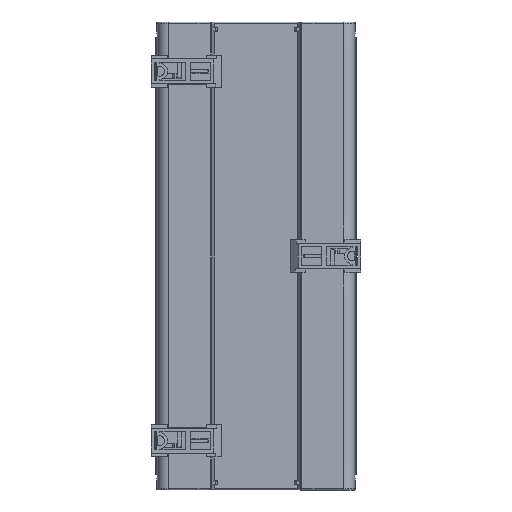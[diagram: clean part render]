
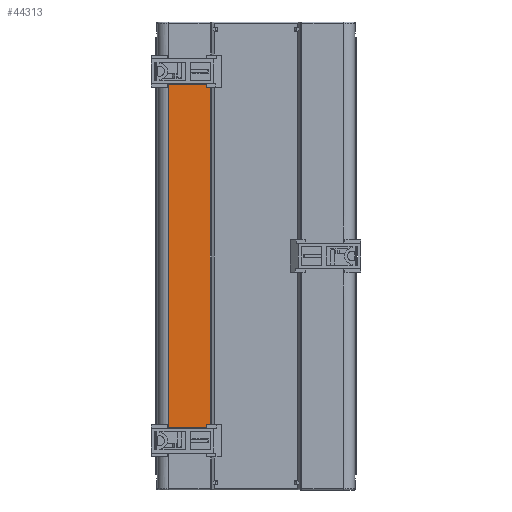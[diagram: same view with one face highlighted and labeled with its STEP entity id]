
A CAD part, front view. The second image highlights one B-rep face of the part: STEP entity #44313.
In plain terms, the highlighted face is planar.
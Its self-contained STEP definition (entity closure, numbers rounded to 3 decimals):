
#620 = CARTESIAN_POINT ( 'NONE',  ( -20.724, 76.25, 0. ) ) ;
#2028 = VECTOR ( 'NONE', #5807, 1000. ) ;
#3176 = CARTESIAN_POINT ( 'NONE',  ( -39.607, 77.75, 0. ) ) ;
#4629 = LINE ( 'NONE', #30851, #32904 ) ;
#5232 = CARTESIAN_POINT ( 'NONE',  ( -22.34, 77.75, 0. ) ) ;
#5279 = ORIENTED_EDGE ( 'NONE', *, *, #34314, .F. ) ;
#5807 = DIRECTION ( 'NONE',  ( 0., -1., 0. ) ) ;
#6277 = VERTEX_POINT ( 'NONE', #45491 ) ;
#8306 = VERTEX_POINT ( 'NONE', #18872 ) ;
#8343 = ORIENTED_EDGE ( 'NONE', *, *, #31019, .F. ) ;
#8388 = VERTEX_POINT ( 'NONE', #620 ) ;
#8401 = LINE ( 'NONE', #5232, #48960 ) ;
#9768 = AXIS2_PLACEMENT_3D ( 'NONE', #33982, #21430, #40669 ) ;
#10097 = FACE_OUTER_BOUND ( 'NONE', #40657, .T. ) ;
#12140 = ORIENTED_EDGE ( 'NONE', *, *, #48247, .F. ) ;
#12459 = LINE ( 'NONE', #25392, #2028 ) ;
#13421 = CARTESIAN_POINT ( 'NONE',  ( -20.724, -76.25, 0. ) ) ;
#15489 = EDGE_CURVE ( 'NONE', #42543, #42556, #4629, .T. ) ;
#17089 = DIRECTION ( 'NONE',  ( 0., 1., 0. ) ) ;
#17533 = DIRECTION ( 'NONE',  ( 1., 0., 0. ) ) ;
#18338 = LINE ( 'NONE', #44477, #49002 ) ;
#18872 = CARTESIAN_POINT ( 'NONE',  ( -22.34, -77.75, 0. ) ) ;
#19144 = CARTESIAN_POINT ( 'NONE',  ( -39.607, -77.75, 0. ) ) ;
#19253 = VECTOR ( 'NONE', #44717, 1000. ) ;
#20159 = EDGE_CURVE ( 'NONE', #8388, #47423, #34899, .T. ) ;
#20477 = LINE ( 'NONE', #33065, #19253 ) ;
#21256 = PLANE ( 'NONE',  #9768 ) ;
#21430 = DIRECTION ( 'NONE',  ( 0., 0., 1. ) ) ;
#22121 = VECTOR ( 'NONE', #49088, 1000. ) ;
#22621 = VECTOR ( 'NONE', #42268, 1000. ) ;
#22715 = EDGE_CURVE ( 'NONE', #42556, #42708, #28267, .T. ) ;
#23125 = ORIENTED_EDGE ( 'NONE', *, *, #15489, .T. ) ;
#24251 = CARTESIAN_POINT ( 'NONE',  ( -22.34, 77.75, 0. ) ) ;
#25392 = CARTESIAN_POINT ( 'NONE',  ( -20.724, 0., 0. ) ) ;
#26692 = DIRECTION ( 'NONE',  ( 0., 1., 0. ) ) ;
#27121 = CARTESIAN_POINT ( 'NONE',  ( -22.34, 76.25, 0. ) ) ;
#28267 = LINE ( 'NONE', #29368, #22121 ) ;
#29368 = CARTESIAN_POINT ( 'NONE',  ( -54., 77.75, 0. ) ) ;
#30683 = DIRECTION ( 'NONE',  ( 0., 1., 0. ) ) ;
#30851 = CARTESIAN_POINT ( 'NONE',  ( -39.607, 0., 0. ) ) ;
#31019 = EDGE_CURVE ( 'NONE', #8306, #6277, #47523, .T. ) ;
#32904 = VECTOR ( 'NONE', #30683, 1000. ) ;
#33065 = CARTESIAN_POINT ( 'NONE',  ( -54., -77.75, 0. ) ) ;
#33982 = CARTESIAN_POINT ( 'NONE',  ( 0., 0., 0. ) ) ;
#34314 = EDGE_CURVE ( 'NONE', #42543, #8306, #20477, .T. ) ;
#34389 = CARTESIAN_POINT ( 'NONE',  ( -22.34, 76.25, 0. ) ) ;
#34662 = VERTEX_POINT ( 'NONE', #13421 ) ;
#34899 = LINE ( 'NONE', #34389, #22621 ) ;
#34936 = CARTESIAN_POINT ( 'NONE',  ( -22.34, -77.75, 0. ) ) ;
#38754 = EDGE_CURVE ( 'NONE', #8388, #34662, #12459, .T. ) ;
#40657 = EDGE_LOOP ( 'NONE', ( #40996, #40720, #12140, #8343, #5279, #23125, #42465, #44495 ) ) ;
#40669 = DIRECTION ( 'NONE',  ( 1., 0., 0. ) ) ;
#40720 = ORIENTED_EDGE ( 'NONE', *, *, #38754, .T. ) ;
#40996 = ORIENTED_EDGE ( 'NONE', *, *, #20159, .F. ) ;
#42268 = DIRECTION ( 'NONE',  ( -1., 0., 0. ) ) ;
#42465 = ORIENTED_EDGE ( 'NONE', *, *, #22715, .T. ) ;
#42543 = VERTEX_POINT ( 'NONE', #19144 ) ;
#42556 = VERTEX_POINT ( 'NONE', #3176 ) ;
#42708 = VERTEX_POINT ( 'NONE', #24251 ) ;
#44313 = ADVANCED_FACE ( 'NONE', ( #10097 ), #21256, .F. ) ;
#44477 = CARTESIAN_POINT ( 'NONE',  ( -22.34, -76.25, 0. ) ) ;
#44495 = ORIENTED_EDGE ( 'NONE', *, *, #46047, .F. ) ;
#44717 = DIRECTION ( 'NONE',  ( 1., 0., 0. ) ) ;
#45491 = CARTESIAN_POINT ( 'NONE',  ( -22.34, -76.25, 0. ) ) ;
#46047 = EDGE_CURVE ( 'NONE', #47423, #42708, #8401, .T. ) ;
#47423 = VERTEX_POINT ( 'NONE', #27121 ) ;
#47523 = LINE ( 'NONE', #34936, #50622 ) ;
#48247 = EDGE_CURVE ( 'NONE', #6277, #34662, #18338, .T. ) ;
#48960 = VECTOR ( 'NONE', #17089, 1000. ) ;
#49002 = VECTOR ( 'NONE', #17533, 1000. ) ;
#49088 = DIRECTION ( 'NONE',  ( 1., 0., 0. ) ) ;
#50622 = VECTOR ( 'NONE', #26692, 1000. ) ;
